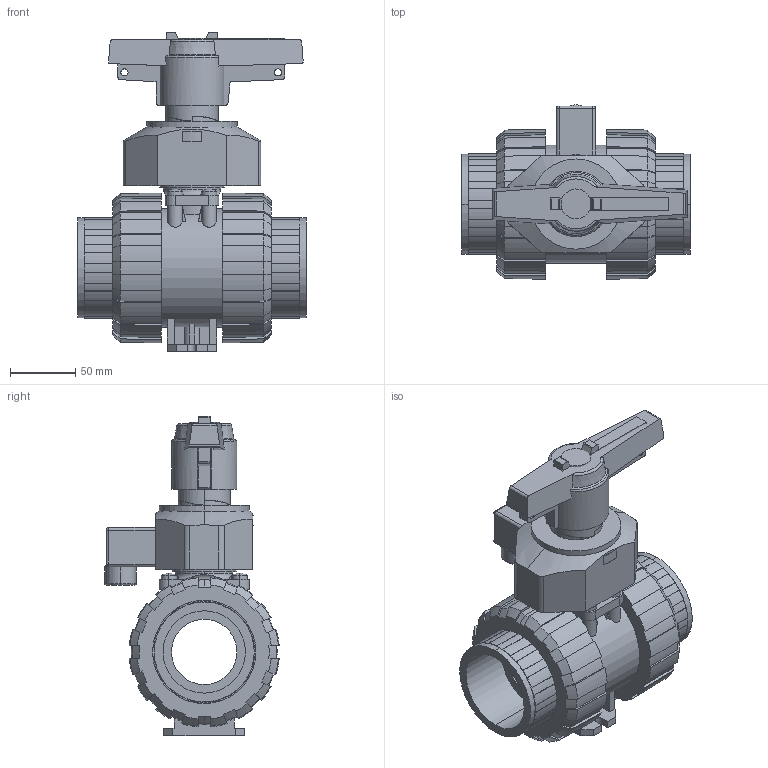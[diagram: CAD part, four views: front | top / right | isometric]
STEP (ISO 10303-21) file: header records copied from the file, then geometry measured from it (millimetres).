
FILE_DESCRIPTION(('STEP AP214'),'1');
FILE_NAME('cctmp_329EBE09-0738-4638-9986-B7BBFAE17056_2018_12_7_13_19_58_451..stp','2018-12-07T12:19:59',('Praher Valves GmbH'),('CADClick - www.CADClick.com'),'Spatial InterOp 3D',' ','unknown authorization');
FILE_SCHEMA(('AUTOMOTIVE_DESIGN'));
Length unit declared in the file: millimetre
Products named in the file (17): 129820
Assembly tree (16 placements, depth 2):
  (unnamed)
    129820
    129820
    129820
    129820
    129820
    129820
    129820
    129820
    129820
    129820
    129820
    129820
    129820
    129820
    129820
    129820
Bounding box: 175 x 133.3 x 244.17 mm (x, y, z)
Volume: 1535012.5 mm3; surface area: 301903.1 mm2
Topology: 16 solids, 16 shells, 775 faces, 2137 edges, 1399 vertices
Faces by surface type: plane 379, cylinder 214, cone 152, sphere 16, torus 14
Entity records: 32535 total; most frequent: CARTESIAN_POINT 6419, ORIENTED_EDGE 4242, DIRECTION 4100, EDGE_CURVE 2121, AXIS2_PLACEMENT_3D 1551, VERTEX_POINT 1399, LINE 998, VECTOR 998
